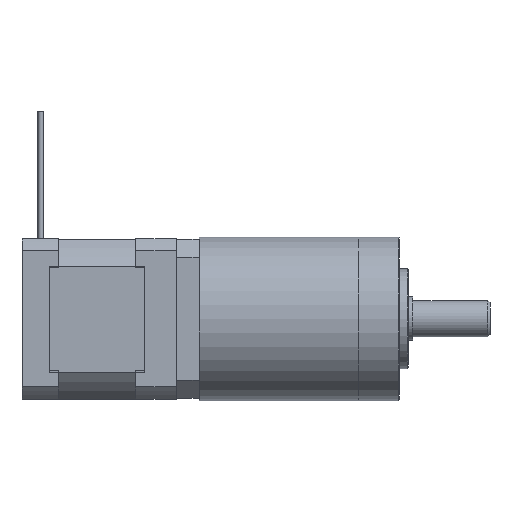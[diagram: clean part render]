
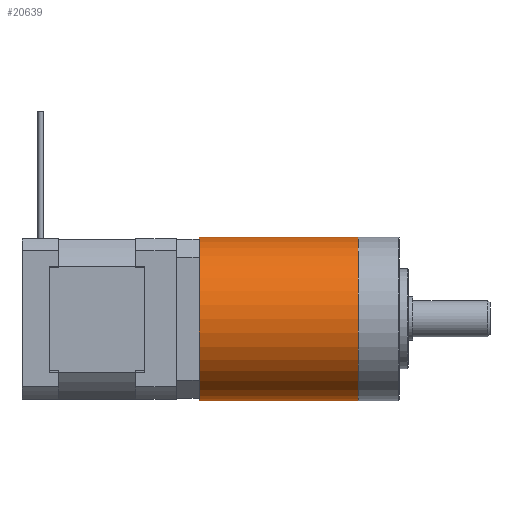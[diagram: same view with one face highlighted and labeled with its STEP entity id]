
A CAD part, left-side view. The second image highlights one B-rep face of the part: STEP entity #20639.
In plain terms, the highlighted cylindrical face has radius 18 mm (diameter 36 mm), a partial arc.
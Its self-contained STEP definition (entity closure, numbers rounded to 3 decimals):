
#900 = DIRECTION ( 'NONE',  ( 0., 0., 1. ) ) ;
#2261 = DIRECTION ( 'NONE',  ( 1., 0., 0. ) ) ;
#2289 = EDGE_CURVE ( 'NONE', #14286, #4838, #4432, .T. ) ;
#3741 = AXIS2_PLACEMENT_3D ( 'NONE', #8128, #900, #2261 ) ;
#4238 = CARTESIAN_POINT ( 'NONE',  ( 18., 0., 35. ) ) ;
#4432 = LINE ( 'NONE', #12000, #23463 ) ;
#4745 = LINE ( 'NONE', #12433, #19882 ) ;
#4838 = VERTEX_POINT ( 'NONE', #24020 ) ;
#6706 = DIRECTION ( 'NONE',  ( 0., 0., -1. ) ) ;
#7587 = DIRECTION ( 'NONE',  ( 1., 0., 0. ) ) ;
#7684 = EDGE_CURVE ( 'NONE', #14286, #21087, #17395, .T. ) ;
#8128 = CARTESIAN_POINT ( 'NONE',  ( 0., 0., 35. ) ) ;
#9420 = ORIENTED_EDGE ( 'NONE', *, *, #7684, .F. ) ;
#10020 = DIRECTION ( 'NONE',  ( 0., 0., -1. ) ) ;
#10025 = AXIS2_PLACEMENT_3D ( 'NONE', #21631, #10020, #19680 ) ;
#11838 = EDGE_CURVE ( 'NONE', #4838, #22801, #13643, .T. ) ;
#12000 = CARTESIAN_POINT ( 'NONE',  ( -18., 0., 35. ) ) ;
#12123 = EDGE_CURVE ( 'NONE', #21087, #22801, #4745, .T. ) ;
#12333 = CYLINDRICAL_SURFACE ( 'NONE', #10025, 18. ) ;
#12433 = CARTESIAN_POINT ( 'NONE',  ( 18., 0., 35. ) ) ;
#13643 = CIRCLE ( 'NONE', #17528, 18. ) ;
#14026 = ORIENTED_EDGE ( 'NONE', *, *, #2289, .T. ) ;
#14286 = VERTEX_POINT ( 'NONE', #20298 ) ;
#14376 = CARTESIAN_POINT ( 'NONE',  ( 18., 0., 0. ) ) ;
#14624 = EDGE_LOOP ( 'NONE', ( #18405, #9420, #14026, #17854 ) ) ;
#16147 = FACE_OUTER_BOUND ( 'NONE', #14624, .T. ) ;
#17395 = CIRCLE ( 'NONE', #3741, 18. ) ;
#17528 = AXIS2_PLACEMENT_3D ( 'NONE', #18933, #22369, #7587 ) ;
#17854 = ORIENTED_EDGE ( 'NONE', *, *, #11838, .T. ) ;
#18405 = ORIENTED_EDGE ( 'NONE', *, *, #12123, .F. ) ;
#18933 = CARTESIAN_POINT ( 'NONE',  ( 0., 0., 0. ) ) ;
#19469 = DIRECTION ( 'NONE',  ( 0., 0., -1. ) ) ;
#19680 = DIRECTION ( 'NONE',  ( -1., 0., 0. ) ) ;
#19882 = VECTOR ( 'NONE', #6706, 1000. ) ;
#20298 = CARTESIAN_POINT ( 'NONE',  ( -18., 0., 35. ) ) ;
#20639 = ADVANCED_FACE ( 'NONE', ( #16147 ), #12333, .T. ) ;
#21087 = VERTEX_POINT ( 'NONE', #4238 ) ;
#21631 = CARTESIAN_POINT ( 'NONE',  ( 0., 0., 35. ) ) ;
#22369 = DIRECTION ( 'NONE',  ( 0., 0., 1. ) ) ;
#22801 = VERTEX_POINT ( 'NONE', #14376 ) ;
#23463 = VECTOR ( 'NONE', #19469, 1000. ) ;
#24020 = CARTESIAN_POINT ( 'NONE',  ( -18., 0., 0. ) ) ;
